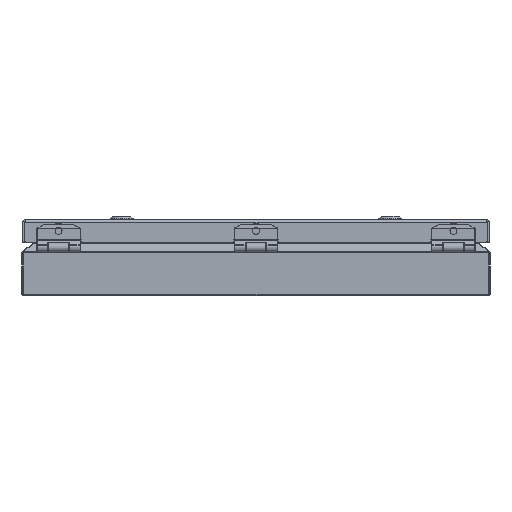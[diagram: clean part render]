
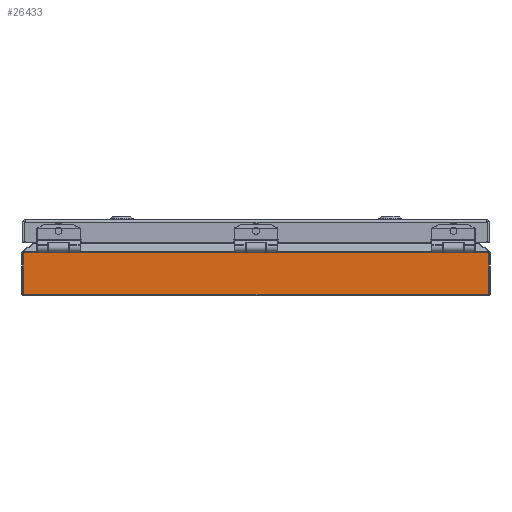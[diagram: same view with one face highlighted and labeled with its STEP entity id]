
A CAD part, left-side view. The second image highlights one B-rep face of the part: STEP entity #26433.
In plain terms, the highlighted planar face has unit normal (-1, 0, 0).
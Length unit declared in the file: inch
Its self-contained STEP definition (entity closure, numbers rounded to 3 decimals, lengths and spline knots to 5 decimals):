
#8701 = CARTESIAN_POINT ( 'NONE',  ( -10., 7.97, 1.47642 ) ) ;
#9384 = EDGE_CURVE ( 'NONE', #22192, #56512, #77671, .T. ) ;
#12189 = ORIENTED_EDGE ( 'NONE', *, *, #9384, .T. ) ;
#20345 = AXIS2_PLACEMENT_3D ( 'NONE', #27397, #66532, #81954 ) ;
#20959 = CARTESIAN_POINT ( 'NONE',  ( -10., 7.97, 0.05 ) ) ;
#21924 = VECTOR ( 'NONE', #75453, 39.37008 ) ;
#22192 = VERTEX_POINT ( 'NONE', #20959 ) ;
#22600 = CARTESIAN_POINT ( 'NONE',  ( -10., -7.97, 1.47642 ) ) ;
#22703 = CARTESIAN_POINT ( 'NONE',  ( -10., 7.97, 1.5 ) ) ;
#23110 = CARTESIAN_POINT ( 'NONE',  ( -10., 7.97, 0.05 ) ) ;
#24129 = VECTOR ( 'NONE', #54127, 39.37008 ) ;
#24815 = EDGE_CURVE ( 'NONE', #79008, #56512, #35865, .T. ) ;
#26433 = ADVANCED_FACE ( 'NONE', ( #31085 ), #32599, .F. ) ;
#27397 = CARTESIAN_POINT ( 'NONE',  ( -10., 7.97, 1.5 ) ) ;
#31085 = FACE_OUTER_BOUND ( 'NONE', #91406, .T. ) ;
#32599 = PLANE ( 'NONE',  #20345 ) ;
#34486 = LINE ( 'NONE', #8701, #89382 ) ;
#35865 = LINE ( 'NONE', #82176, #21924 ) ;
#40128 = DIRECTION ( 'NONE',  ( 0., 1., 0. ) ) ;
#48764 = ORIENTED_EDGE ( 'NONE', *, *, #67878, .T. ) ;
#52072 = ORIENTED_EDGE ( 'NONE', *, *, #24815, .F. ) ;
#54127 = DIRECTION ( 'NONE',  ( 0., 0., -1. ) ) ;
#54537 = DIRECTION ( 'NONE',  ( 0., -1., 0. ) ) ;
#56512 = VERTEX_POINT ( 'NONE', #61248 ) ;
#61248 = CARTESIAN_POINT ( 'NONE',  ( -10., -7.97, 0.05 ) ) ;
#61860 = LINE ( 'NONE', #22703, #24129 ) ;
#66532 = DIRECTION ( 'NONE',  ( 1., 0., 0. ) ) ;
#67878 = EDGE_CURVE ( 'NONE', #98057, #22192, #61860, .T. ) ;
#74937 = VECTOR ( 'NONE', #54537, 39.37008 ) ;
#75453 = DIRECTION ( 'NONE',  ( 0., 0., -1. ) ) ;
#76544 = EDGE_CURVE ( 'NONE', #79008, #98057, #34486, .T. ) ;
#77671 = LINE ( 'NONE', #23110, #74937 ) ;
#79008 = VERTEX_POINT ( 'NONE', #22600 ) ;
#79850 = CARTESIAN_POINT ( 'NONE',  ( -10., 7.97, 1.47642 ) ) ;
#81954 = DIRECTION ( 'NONE',  ( 0., 1., 0. ) ) ;
#82176 = CARTESIAN_POINT ( 'NONE',  ( -10., -7.97, 1.5 ) ) ;
#85788 = ORIENTED_EDGE ( 'NONE', *, *, #76544, .T. ) ;
#89382 = VECTOR ( 'NONE', #40128, 39.37008 ) ;
#91406 = EDGE_LOOP ( 'NONE', ( #48764, #12189, #52072, #85788 ) ) ;
#98057 = VERTEX_POINT ( 'NONE', #79850 ) ;
